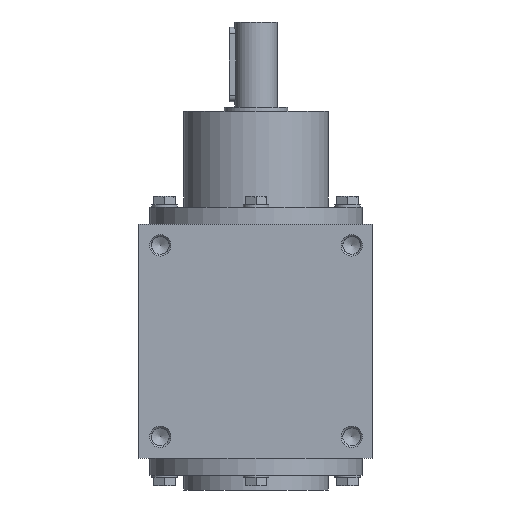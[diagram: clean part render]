
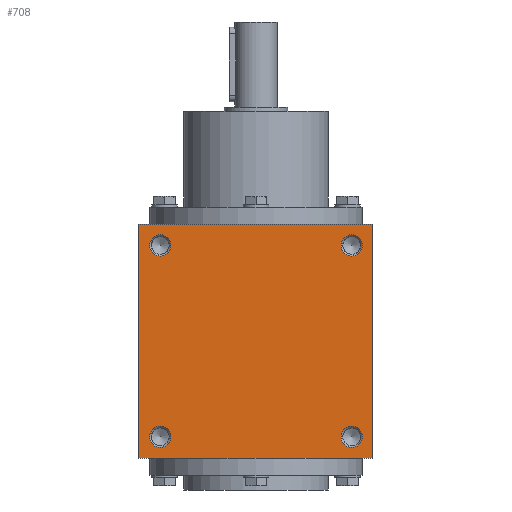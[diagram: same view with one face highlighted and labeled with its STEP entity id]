
A CAD part, left-side view. The second image highlights one B-rep face of the part: STEP entity #708.
In plain terms, the highlighted face is planar.
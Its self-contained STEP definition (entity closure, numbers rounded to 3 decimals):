
#708 = ADVANCED_FACE( '', ( #1446, #1447, #1448, #1449, #1450 ), #1451, .F. );
#1446 = FACE_BOUND( '', #2147, .T. );
#1447 = FACE_BOUND( '', #2148, .T. );
#1448 = FACE_BOUND( '', #2149, .T. );
#1449 = FACE_BOUND( '', #2150, .T. );
#1450 = FACE_OUTER_BOUND( '', #2151, .T. );
#1451 = PLANE( '', #2152 );
#2147 = EDGE_LOOP( '', ( #3424 ) );
#2148 = EDGE_LOOP( '', ( #3425 ) );
#2149 = EDGE_LOOP( '', ( #3426 ) );
#2150 = EDGE_LOOP( '', ( #3427 ) );
#2151 = EDGE_LOOP( '', ( #3428, #3429, #3430, #3431 ) );
#2152 = AXIS2_PLACEMENT_3D( '', #3432, #3433, #3434 );
#3424 = ORIENTED_EDGE( '', *, *, #3993, .F. );
#3425 = ORIENTED_EDGE( '', *, *, #3980, .T. );
#3426 = ORIENTED_EDGE( '', *, *, #4021, .F. );
#3427 = ORIENTED_EDGE( '', *, *, #3808, .T. );
#3428 = ORIENTED_EDGE( '', *, *, #3848, .F. );
#3429 = ORIENTED_EDGE( '', *, *, #3878, .F. );
#3430 = ORIENTED_EDGE( '', *, *, #3937, .F. );
#3431 = ORIENTED_EDGE( '', *, *, #3711, .F. );
#3432 = CARTESIAN_POINT( '', ( 0., 0., -55. ) );
#3433 = DIRECTION( '', ( 0., 0., 1. ) );
#3434 = DIRECTION( '', ( 1., 0., 0. ) );
#3711 = EDGE_CURVE( '', #4320, #4321, #4322, .T. );
#3808 = EDGE_CURVE( '', #4463, #4463, #4464, .T. );
#3848 = EDGE_CURVE( '', #4518, #4320, #4519, .T. );
#3878 = EDGE_CURVE( '', #4555, #4518, #4556, .T. );
#3937 = EDGE_CURVE( '', #4321, #4555, #4636, .T. );
#3980 = EDGE_CURVE( '', #4684, #4684, #4685, .T. );
#3993 = EDGE_CURVE( '', #4701, #4701, #4702, .T. );
#4021 = EDGE_CURVE( '', #4730, #4730, #4731, .T. );
#4320 = VERTEX_POINT( '', #5074 );
#4321 = VERTEX_POINT( '', #5075 );
#4322 = LINE( '', #5076, #5077 );
#4463 = VERTEX_POINT( '', #5281 );
#4464 = CIRCLE( '', #5282, 5. );
#4518 = VERTEX_POINT( '', #5380 );
#4519 = LINE( '', #5381, #5382 );
#4555 = VERTEX_POINT( '', #5420 );
#4556 = LINE( '', #5421, #5422 );
#4636 = LINE( '', #5542, #5543 );
#4684 = VERTEX_POINT( '', #5605 );
#4685 = CIRCLE( '', #5606, 5. );
#4701 = VERTEX_POINT( '', #5627 );
#4702 = CIRCLE( '', #5628, 5. );
#4730 = VERTEX_POINT( '', #5675 );
#4731 = CIRCLE( '', #5676, 5. );
#5074 = CARTESIAN_POINT( '', ( -55., -55., -55. ) );
#5075 = CARTESIAN_POINT( '', ( 55., -55., -55. ) );
#5076 = CARTESIAN_POINT( '', ( -55., -55., -55. ) );
#5077 = VECTOR( '', #6024, 1000. );
#5281 = CARTESIAN_POINT( '', ( 50., -45., -55. ) );
#5282 = AXIS2_PLACEMENT_3D( '', #6169, #6170, #6171 );
#5380 = CARTESIAN_POINT( '', ( -55., 55., -55. ) );
#5381 = CARTESIAN_POINT( '', ( -55., 55., -55. ) );
#5382 = VECTOR( '', #6229, 1000. );
#5420 = CARTESIAN_POINT( '', ( 55., 55., -55. ) );
#5421 = CARTESIAN_POINT( '', ( 55., 55., -55. ) );
#5422 = VECTOR( '', #6265, 1000. );
#5542 = CARTESIAN_POINT( '', ( 55., -55., -55. ) );
#5543 = VECTOR( '', #6332, 1000. );
#5605 = CARTESIAN_POINT( '', ( 50., 45., -55. ) );
#5606 = AXIS2_PLACEMENT_3D( '', #6376, #6377, #6378 );
#5627 = CARTESIAN_POINT( '', ( -50., 45., -55. ) );
#5628 = AXIS2_PLACEMENT_3D( '', #6391, #6392, #6393 );
#5675 = CARTESIAN_POINT( '', ( -50., -45., -55. ) );
#5676 = AXIS2_PLACEMENT_3D( '', #6405, #6406, #6407 );
#6024 = DIRECTION( '', ( 1., 0., 0. ) );
#6169 = CARTESIAN_POINT( '', ( 45., -45., -55. ) );
#6170 = DIRECTION( '', ( 0., 0., 1. ) );
#6171 = DIRECTION( '', ( 1., 0., 0. ) );
#6229 = DIRECTION( '', ( 0., -1., 0. ) );
#6265 = DIRECTION( '', ( -1., 0., 0. ) );
#6332 = DIRECTION( '', ( 0., 1., 0. ) );
#6376 = CARTESIAN_POINT( '', ( 45., 45., -55. ) );
#6377 = DIRECTION( '', ( 0., 0., 1. ) );
#6378 = DIRECTION( '', ( 1., 0., 0. ) );
#6391 = CARTESIAN_POINT( '', ( -45., 45., -55. ) );
#6392 = DIRECTION( '', ( 0., 0., -1. ) );
#6393 = DIRECTION( '', ( -1., 0., 0. ) );
#6405 = CARTESIAN_POINT( '', ( -45., -45., -55. ) );
#6406 = DIRECTION( '', ( 0., 0., -1. ) );
#6407 = DIRECTION( '', ( -1., 0., 0. ) );
